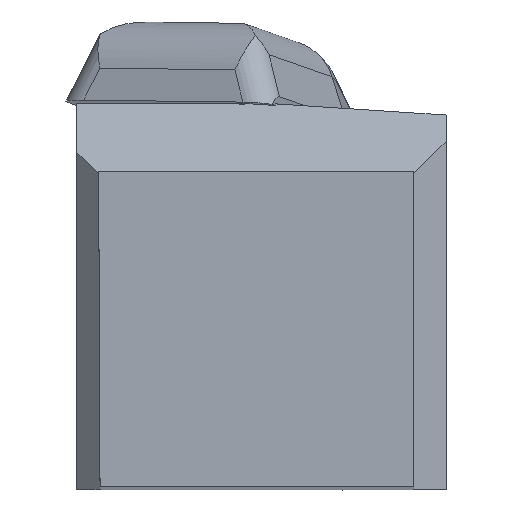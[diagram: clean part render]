
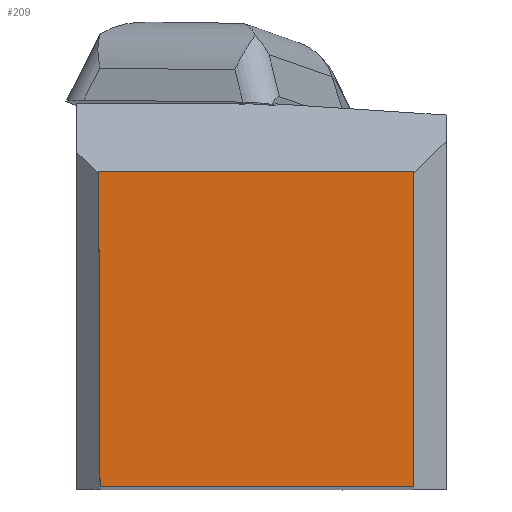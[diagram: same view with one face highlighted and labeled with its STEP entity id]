
A CAD part, top view. The second image highlights one B-rep face of the part: STEP entity #209.
In plain terms, the highlighted planar face has unit normal (0, 0, 1).
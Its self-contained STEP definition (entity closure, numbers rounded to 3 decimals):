
#147=FACE_OUTER_BOUND('',#590,.T.);
#209=ADVANCED_FACE('BLANK_BOXF006',(#147),#266,.F.);
#266=PLANE('',#1395);
#354=LINE('',#2025,#482);
#355=LINE('',#2028,#483);
#356=LINE('',#2030,#484);
#357=LINE('',#2032,#485);
#482=VECTOR('',#1604,1.);
#483=VECTOR('',#1605,1.);
#484=VECTOR('',#1606,1.);
#485=VECTOR('',#1607,1.);
#590=EDGE_LOOP('',(#747,#748,#749,#750));
#747=ORIENTED_EDGE('',*,*,#1166,.T.);
#748=ORIENTED_EDGE('',*,*,#1167,.T.);
#749=ORIENTED_EDGE('',*,*,#1168,.T.);
#750=ORIENTED_EDGE('',*,*,#1169,.T.);
#1034=VERTEX_POINT('',#2026);
#1035=VERTEX_POINT('',#2027);
#1036=VERTEX_POINT('',#2029);
#1037=VERTEX_POINT('',#2031);
#1166=EDGE_CURVE('',#1034,#1035,#354,.T.);
#1167=EDGE_CURVE('',#1035,#1036,#355,.T.);
#1168=EDGE_CURVE('',#1036,#1037,#356,.T.);
#1169=EDGE_CURVE('',#1037,#1034,#357,.T.);
#1395=AXIS2_PLACEMENT_3D('',#2033,#1608,#1609);
#1604=DIRECTION('',(0.,1.,0.));
#1605=DIRECTION('',(-1.,0.,0.));
#1606=DIRECTION('',(0.004,-1.,0.));
#1607=DIRECTION('',(1.,0.,0.));
#1608=DIRECTION('',(0.,0.,-1.));
#1609=DIRECTION('',(1.,0.,0.));
#2025=CARTESIAN_POINT('',(24.875,-166.35,0.));
#2026=CARTESIAN_POINT('',(24.875,0.,0.));
#2027=CARTESIAN_POINT('',(24.875,24.875,0.));
#2028=CARTESIAN_POINT('',(166.35,24.875,0.));
#2029=CARTESIAN_POINT('',(0.,24.875,0.));
#2030=CARTESIAN_POINT('',(-0.617,166.348,0.));
#2031=CARTESIAN_POINT('',(0.109,0.,0.));
#2032=CARTESIAN_POINT('',(-166.35,0.,0.));
#2033=CARTESIAN_POINT('',(37.35,-5.,0.));
